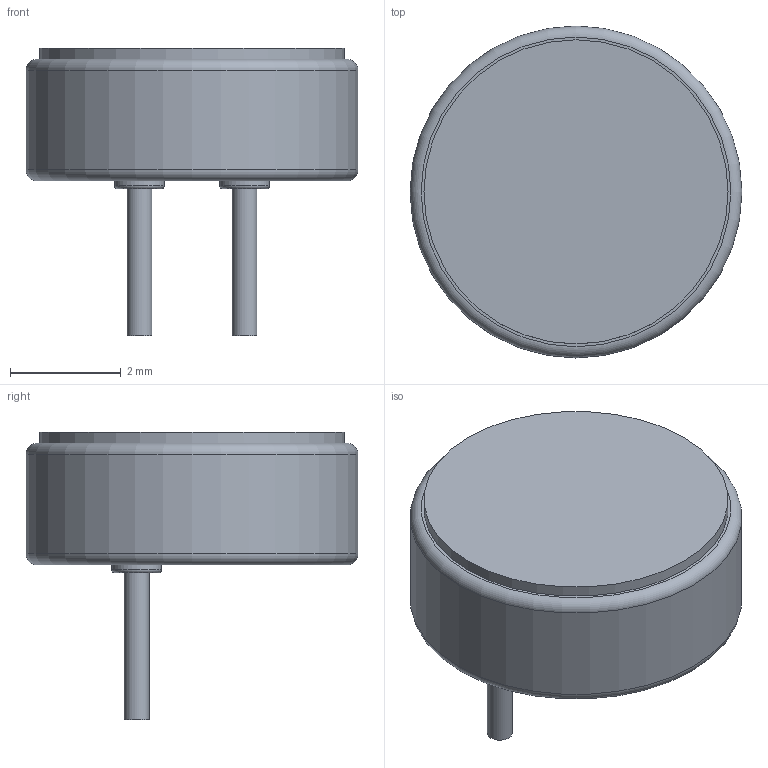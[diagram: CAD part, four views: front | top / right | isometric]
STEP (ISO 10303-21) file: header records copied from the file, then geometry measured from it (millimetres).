
FILE_DESCRIPTION(('FreeCAD Model'),'2;1');
FILE_NAME('Open CASCADE Shape Model','2024-05-05T11:57:06',( 'kicad StepUp'),('ksu MCAD'),'Open CASCADE STEP processor 7.6', 'FreeCAD','Unknown');
FILE_SCHEMA(('AUTOMOTIVE_DESIGN { 1 0 10303 214 1 1 1 1 }'));
Length unit declared in the file: millimetre
Products named in the file (1): POM-2244P-C3310-2-R
Bounding box: 6 x 6 x 5.2 mm (x, y, z)
Volume: 65.9 mm3; surface area: 198.4 mm2
Topology: 5 solids, 5 shells, 47 faces, 80 edges, 51 vertices
Faces by surface type: plane 24, cylinder 16, torus 7
Full cylindrical faces by diameter (mm): 0.45 x2, 0.9 x3, 1.186 x1, 4.85 x2, 5.5 x1, 6 x1
Entity records: 1508 total; most frequent: DIRECTION 222, CARTESIAN_POINT 179, ORIENTED_EDGE 160, AXIS2_PLACEMENT_3D 94, EDGE_CURVE 80, FACE_BOUND 55, EDGE_LOOP 55, PRESENTATION_STYLE_ASSIGNMENT 52
